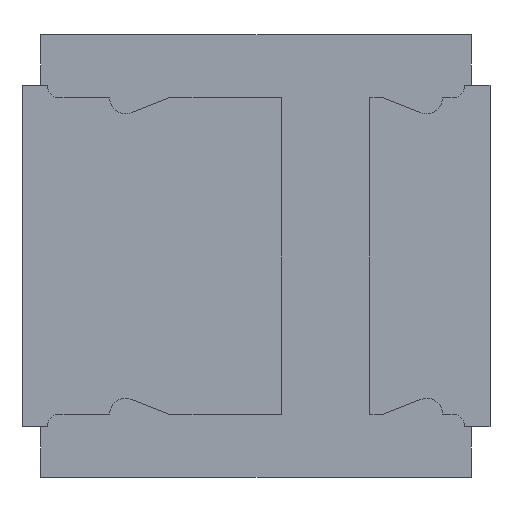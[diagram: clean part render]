
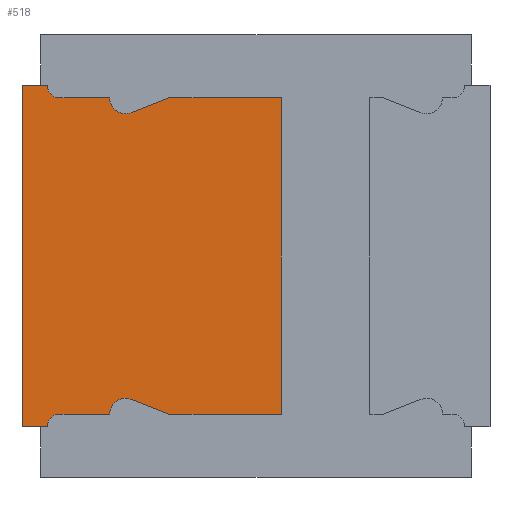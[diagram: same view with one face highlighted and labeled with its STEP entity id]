
A CAD part, front view. The second image highlights one B-rep face of the part: STEP entity #518.
In plain terms, the highlighted planar face has unit normal (0, -1, 0).
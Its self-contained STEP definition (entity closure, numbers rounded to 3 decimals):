
#22 = ORIENTED_EDGE ( 'NONE', *, *, #326, .T. ) ;
#23 = DIRECTION ( 'NONE',  ( 0., 1., 0. ) ) ;
#35 = EDGE_CURVE ( 'NONE', #1614, #1849, #428, .T. ) ;
#56 = DIRECTION ( 'NONE',  ( 0., 0., 1. ) ) ;
#74 = VERTEX_POINT ( 'NONE', #175 ) ;
#94 = CARTESIAN_POINT ( 'NONE',  ( -1.85, 0., -1.35 ) ) ;
#106 = AXIS2_PLACEMENT_3D ( 'NONE', #1196, #1558, #1751 ) ;
#130 = CARTESIAN_POINT ( 'NONE',  ( -0.986, 0., -1.134 ) ) ;
#133 = EDGE_CURVE ( 'NONE', #1092, #1614, #741, .T. ) ;
#175 = CARTESIAN_POINT ( 'NONE',  ( 0.2, 0., -1.25 ) ) ;
#215 = CARTESIAN_POINT ( 'NONE',  ( -1.031, 0., 1.25 ) ) ;
#230 = DIRECTION ( 'NONE',  ( -1., 0., 0. ) ) ;
#240 = LINE ( 'NONE', #1885, #1076 ) ;
#254 = CARTESIAN_POINT ( 'NONE',  ( -1.65, 0., -1.35 ) ) ;
#281 = PLANE ( 'NONE',  #400 ) ;
#326 = EDGE_CURVE ( 'NONE', #74, #717, #807, .T. ) ;
#359 = AXIS2_PLACEMENT_3D ( 'NONE', #2072, #23, #1517 ) ;
#386 = CARTESIAN_POINT ( 'NONE',  ( -0.688, 0., 1.25 ) ) ;
#400 = AXIS2_PLACEMENT_3D ( 'NONE', #2301, #1554, #56 ) ;
#404 = DIRECTION ( 'NONE',  ( 0., 1., 0. ) ) ;
#407 = CARTESIAN_POINT ( 'NONE',  ( -0.986, 0., 1.134 ) ) ;
#410 = ORIENTED_EDGE ( 'NONE', *, *, #1383, .T. ) ;
#428 = LINE ( 'NONE', #2043, #973 ) ;
#442 = CIRCLE ( 'NONE', #359, 0.125 ) ;
#483 = VERTEX_POINT ( 'NONE', #1723 ) ;
#510 = AXIS2_PLACEMENT_3D ( 'NONE', #1692, #964, #1871 ) ;
#518 = ADVANCED_FACE ( 'NONE', ( #1265 ), #281, .F. ) ;
#520 = CARTESIAN_POINT ( 'NONE',  ( -0.688, 0., -1.25 ) ) ;
#539 = VERTEX_POINT ( 'NONE', #995 ) ;
#551 = DIRECTION ( 'NONE',  ( 1., 0., 0. ) ) ;
#560 = ORIENTED_EDGE ( 'NONE', *, *, #1150, .T. ) ;
#579 = CARTESIAN_POINT ( 'NONE',  ( 0.2, 0., -1.25 ) ) ;
#597 = EDGE_CURVE ( 'NONE', #1990, #800, #675, .T. ) ;
#643 = VERTEX_POINT ( 'NONE', #1776 ) ;
#675 = LINE ( 'NONE', #1756, #1801 ) ;
#691 = VERTEX_POINT ( 'NONE', #520 ) ;
#717 = VERTEX_POINT ( 'NONE', #1832 ) ;
#728 = DIRECTION ( 'NONE',  ( 1., 0., 0. ) ) ;
#741 = CIRCLE ( 'NONE', #1874, 0.1 ) ;
#800 = VERTEX_POINT ( 'NONE', #1675 ) ;
#807 = LINE ( 'NONE', #579, #945 ) ;
#826 = DIRECTION ( 'NONE',  ( 0., 0., -1. ) ) ;
#836 = ORIENTED_EDGE ( 'NONE', *, *, #2194, .T. ) ;
#848 = VERTEX_POINT ( 'NONE', #130 ) ;
#891 = ORIENTED_EDGE ( 'NONE', *, *, #35, .T. ) ;
#921 = LINE ( 'NONE', #936, #2422 ) ;
#936 = CARTESIAN_POINT ( 'NONE',  ( -0.688, 0., -1.25 ) ) ;
#945 = VECTOR ( 'NONE', #2249, 1000. ) ;
#964 = DIRECTION ( 'NONE',  ( 0., 1., 0. ) ) ;
#973 = VECTOR ( 'NONE', #551, 1000. ) ;
#985 = ORIENTED_EDGE ( 'NONE', *, *, #2369, .T. ) ;
#995 = CARTESIAN_POINT ( 'NONE',  ( -1.031, 0., 1.125 ) ) ;
#1008 = ORIENTED_EDGE ( 'NONE', *, *, #2324, .T. ) ;
#1017 = VECTOR ( 'NONE', #2109, 1000. ) ;
#1026 = DIRECTION ( 'NONE',  ( 1., 0., 0. ) ) ;
#1076 = VECTOR ( 'NONE', #230, 1000. ) ;
#1092 = VERTEX_POINT ( 'NONE', #254 ) ;
#1126 = DIRECTION ( 'NONE',  ( -1., 0., 0. ) ) ;
#1129 = CIRCLE ( 'NONE', #1432, 0.125 ) ;
#1134 = VECTOR ( 'NONE', #2077, 1000. ) ;
#1150 = EDGE_CURVE ( 'NONE', #848, #691, #2187, .T. ) ;
#1171 = LINE ( 'NONE', #1757, #1017 ) ;
#1196 = CARTESIAN_POINT ( 'NONE',  ( -1.031, 0., -1.25 ) ) ;
#1265 = FACE_OUTER_BOUND ( 'NONE', #1841, .T. ) ;
#1289 = ORIENTED_EDGE ( 'NONE', *, *, #1677, .T. ) ;
#1313 = EDGE_CURVE ( 'NONE', #1567, #539, #442, .T. ) ;
#1315 = VECTOR ( 'NONE', #1860, 1000. ) ;
#1339 = ORIENTED_EDGE ( 'NONE', *, *, #133, .T. ) ;
#1375 = CARTESIAN_POINT ( 'NONE',  ( -1.156, 0., -1.25 ) ) ;
#1383 = EDGE_CURVE ( 'NONE', #717, #643, #1884, .T. ) ;
#1396 = DIRECTION ( 'NONE',  ( 0., 0., 1. ) ) ;
#1432 = AXIS2_PLACEMENT_3D ( 'NONE', #215, #404, #1699 ) ;
#1441 = CIRCLE ( 'NONE', #510, 0.1 ) ;
#1494 = EDGE_CURVE ( 'NONE', #2182, #2173, #1441, .T. ) ;
#1517 = DIRECTION ( 'NONE',  ( 0., 0., -1. ) ) ;
#1543 = CARTESIAN_POINT ( 'NONE',  ( -1.55, 0., -1.25 ) ) ;
#1552 = ORIENTED_EDGE ( 'NONE', *, *, #2009, .T. ) ;
#1554 = DIRECTION ( 'NONE',  ( 0., 1., 0. ) ) ;
#1558 = DIRECTION ( 'NONE',  ( 0., 1., 0. ) ) ;
#1567 = VERTEX_POINT ( 'NONE', #407 ) ;
#1614 = VERTEX_POINT ( 'NONE', #1543 ) ;
#1657 = CARTESIAN_POINT ( 'NONE',  ( -0.986, 0., 1.134 ) ) ;
#1661 = VECTOR ( 'NONE', #1126, 1000. ) ;
#1675 = CARTESIAN_POINT ( 'NONE',  ( -1.85, 0., -1.35 ) ) ;
#1677 = EDGE_CURVE ( 'NONE', #1849, #848, #1799, .T. ) ;
#1692 = CARTESIAN_POINT ( 'NONE',  ( -1.55, 0., 1.35 ) ) ;
#1699 = DIRECTION ( 'NONE',  ( 0., 0., -1. ) ) ;
#1723 = CARTESIAN_POINT ( 'NONE',  ( -1.156, 0., 1.25 ) ) ;
#1730 = EDGE_CURVE ( 'NONE', #483, #2182, #240, .T. ) ;
#1749 = LINE ( 'NONE', #94, #2058 ) ;
#1751 = DIRECTION ( 'NONE',  ( 0., 0., 1. ) ) ;
#1756 = CARTESIAN_POINT ( 'NONE',  ( -1.85, 0., 1.35 ) ) ;
#1757 = CARTESIAN_POINT ( 'NONE',  ( -1.85, 0., 1.35 ) ) ;
#1776 = CARTESIAN_POINT ( 'NONE',  ( -0.688, 0., 1.25 ) ) ;
#1799 = CIRCLE ( 'NONE', #106, 0.125 ) ;
#1801 = VECTOR ( 'NONE', #826, 1000. ) ;
#1832 = CARTESIAN_POINT ( 'NONE',  ( 0.2, 0., 1.25 ) ) ;
#1841 = EDGE_LOOP ( 'NONE', ( #1552, #1339, #891, #1289, #560, #1008, #22, #410, #836, #1939, #985, #1877, #1928, #2340, #1957 ) ) ;
#1849 = VERTEX_POINT ( 'NONE', #1375 ) ;
#1860 = DIRECTION ( 'NONE',  ( -0.931, 0., -0.365 ) ) ;
#1871 = DIRECTION ( 'NONE',  ( 0., 0., -1. ) ) ;
#1874 = AXIS2_PLACEMENT_3D ( 'NONE', #1927, #2303, #1396 ) ;
#1877 = ORIENTED_EDGE ( 'NONE', *, *, #1730, .T. ) ;
#1884 = LINE ( 'NONE', #386, #1661 ) ;
#1885 = CARTESIAN_POINT ( 'NONE',  ( -1.55, 0., 1.25 ) ) ;
#1886 = CARTESIAN_POINT ( 'NONE',  ( -0.986, 0., -1.134 ) ) ;
#1903 = EDGE_CURVE ( 'NONE', #2173, #1990, #1171, .T. ) ;
#1915 = CARTESIAN_POINT ( 'NONE',  ( -1.85, 0., 1.35 ) ) ;
#1927 = CARTESIAN_POINT ( 'NONE',  ( -1.55, 0., -1.35 ) ) ;
#1928 = ORIENTED_EDGE ( 'NONE', *, *, #1494, .T. ) ;
#1939 = ORIENTED_EDGE ( 'NONE', *, *, #1313, .T. ) ;
#1957 = ORIENTED_EDGE ( 'NONE', *, *, #597, .T. ) ;
#1978 = CARTESIAN_POINT ( 'NONE',  ( -1.55, 0., 1.25 ) ) ;
#1990 = VERTEX_POINT ( 'NONE', #1915 ) ;
#2009 = EDGE_CURVE ( 'NONE', #800, #1092, #1749, .T. ) ;
#2043 = CARTESIAN_POINT ( 'NONE',  ( -1.55, 0., -1.25 ) ) ;
#2058 = VECTOR ( 'NONE', #1026, 1000. ) ;
#2072 = CARTESIAN_POINT ( 'NONE',  ( -1.031, 0., 1.25 ) ) ;
#2077 = DIRECTION ( 'NONE',  ( 0.931, 0., -0.365 ) ) ;
#2109 = DIRECTION ( 'NONE',  ( -1., 0., 0. ) ) ;
#2125 = LINE ( 'NONE', #1657, #1315 ) ;
#2173 = VERTEX_POINT ( 'NONE', #2199 ) ;
#2182 = VERTEX_POINT ( 'NONE', #1978 ) ;
#2187 = LINE ( 'NONE', #1886, #1134 ) ;
#2194 = EDGE_CURVE ( 'NONE', #643, #1567, #2125, .T. ) ;
#2199 = CARTESIAN_POINT ( 'NONE',  ( -1.65, 0., 1.35 ) ) ;
#2249 = DIRECTION ( 'NONE',  ( 0., 0., 1. ) ) ;
#2301 = CARTESIAN_POINT ( 'NONE',  ( -1.55, 0., -1.35 ) ) ;
#2303 = DIRECTION ( 'NONE',  ( 0., 1., 0. ) ) ;
#2324 = EDGE_CURVE ( 'NONE', #691, #74, #921, .T. ) ;
#2340 = ORIENTED_EDGE ( 'NONE', *, *, #1903, .T. ) ;
#2369 = EDGE_CURVE ( 'NONE', #539, #483, #1129, .T. ) ;
#2422 = VECTOR ( 'NONE', #728, 1000. ) ;
